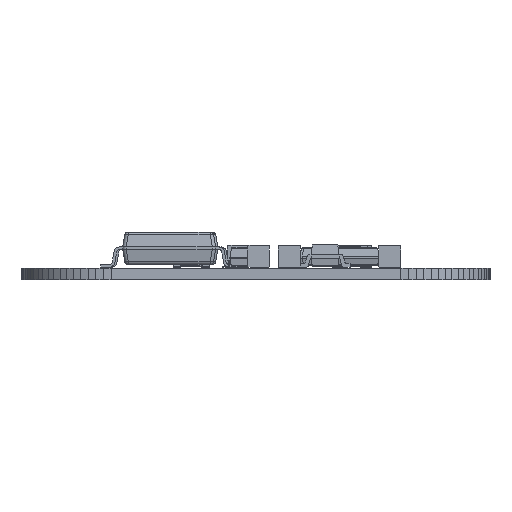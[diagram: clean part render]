
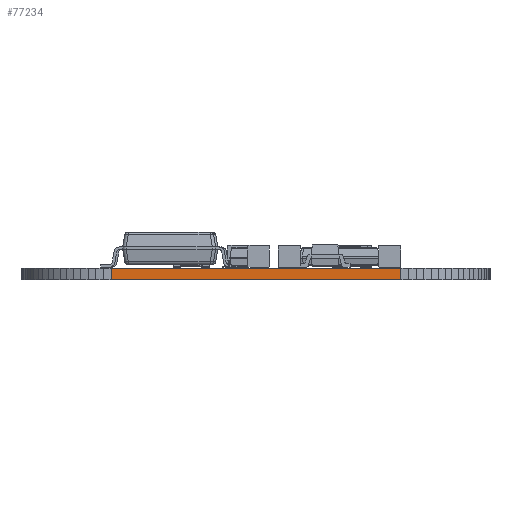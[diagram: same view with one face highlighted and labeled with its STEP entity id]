
A CAD part, front view. The second image highlights one B-rep face of the part: STEP entity #77234.
In plain terms, the highlighted planar face has unit normal (0, -1, 0).
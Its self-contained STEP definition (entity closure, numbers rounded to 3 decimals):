
#68833 = PLANE('',#68834);
#68834 = AXIS2_PLACEMENT_3D('',#68835,#68836,#68837);
#68835 = CARTESIAN_POINT('',(11.43,-24.13,0.68));
#68836 = DIRECTION('',(-0.,-0.,-1.));
#68837 = DIRECTION('',(-1.,0.,0.));
#68887 = PLANE('',#68888);
#68888 = AXIS2_PLACEMENT_3D('',#68889,#68890,#68891);
#68889 = CARTESIAN_POINT('',(11.43,-24.13,0.));
#68890 = DIRECTION('',(-0.,-0.,-1.));
#68891 = DIRECTION('',(-1.,0.,0.));
#69976 = VERTEX_POINT('',#69977);
#69977 = CARTESIAN_POINT('',(19.685,-53.975,0.));
#69991 = PLANE('',#69992);
#69992 = AXIS2_PLACEMENT_3D('',#69993,#69994,#69995);
#69993 = CARTESIAN_POINT('',(20.128,-53.956,0.));
#69994 = DIRECTION('',(0.044,-0.999,0.));
#69995 = DIRECTION('',(-0.999,-0.044,0.));
#70003 = EDGE_CURVE('',#69976,#70004,#70006,.T.);
#70004 = VERTEX_POINT('',#70005);
#70005 = CARTESIAN_POINT('',(3.175,-53.975,0.));
#70006 = SURFACE_CURVE('',#70007,(#70011,#70018),.PCURVE_S1.);
#70007 = LINE('',#70008,#70009);
#70008 = CARTESIAN_POINT('',(19.685,-53.975,0.));
#70009 = VECTOR('',#70010,1.);
#70010 = DIRECTION('',(-1.,0.,0.));
#70011 = PCURVE('',#68887,#70012);
#70012 = DEFINITIONAL_REPRESENTATION('',(#70013),#70017);
#70013 = LINE('',#70014,#70015);
#70014 = CARTESIAN_POINT('',(-8.255,-29.845));
#70015 = VECTOR('',#70016,1.);
#70016 = DIRECTION('',(1.,0.));
#70017 = ( GEOMETRIC_REPRESENTATION_CONTEXT(2) 
PARAMETRIC_REPRESENTATION_CONTEXT() REPRESENTATION_CONTEXT('2D SPACE',''
  ) );
#70018 = PCURVE('',#70019,#70024);
#70019 = PLANE('',#70020);
#70020 = AXIS2_PLACEMENT_3D('',#70021,#70022,#70023);
#70021 = CARTESIAN_POINT('',(19.685,-53.975,0.));
#70022 = DIRECTION('',(0.,-1.,0.));
#70023 = DIRECTION('',(-1.,0.,0.));
#70024 = DEFINITIONAL_REPRESENTATION('',(#70025),#70029);
#70025 = LINE('',#70026,#70027);
#70026 = CARTESIAN_POINT('',(0.,-0.));
#70027 = VECTOR('',#70028,1.);
#70028 = DIRECTION('',(1.,0.));
#70029 = ( GEOMETRIC_REPRESENTATION_CONTEXT(2) 
PARAMETRIC_REPRESENTATION_CONTEXT() REPRESENTATION_CONTEXT('2D SPACE',''
  ) );
#70047 = PLANE('',#70048);
#70048 = AXIS2_PLACEMENT_3D('',#70049,#70050,#70051);
#70049 = CARTESIAN_POINT('',(3.175,-53.975,0.));
#70050 = DIRECTION('',(-0.044,-0.999,0.));
#70051 = DIRECTION('',(-0.999,0.044,0.));
#73254 = VERTEX_POINT('',#73255);
#73255 = CARTESIAN_POINT('',(19.685,-53.975,0.68));
#73276 = EDGE_CURVE('',#73254,#73277,#73279,.T.);
#73277 = VERTEX_POINT('',#73278);
#73278 = CARTESIAN_POINT('',(3.175,-53.975,0.68));
#73279 = SURFACE_CURVE('',#73280,(#73284,#73291),.PCURVE_S1.);
#73280 = LINE('',#73281,#73282);
#73281 = CARTESIAN_POINT('',(19.685,-53.975,0.68));
#73282 = VECTOR('',#73283,1.);
#73283 = DIRECTION('',(-1.,0.,0.));
#73284 = PCURVE('',#68833,#73285);
#73285 = DEFINITIONAL_REPRESENTATION('',(#73286),#73290);
#73286 = LINE('',#73287,#73288);
#73287 = CARTESIAN_POINT('',(-8.255,-29.845));
#73288 = VECTOR('',#73289,1.);
#73289 = DIRECTION('',(1.,0.));
#73290 = ( GEOMETRIC_REPRESENTATION_CONTEXT(2) 
PARAMETRIC_REPRESENTATION_CONTEXT() REPRESENTATION_CONTEXT('2D SPACE',''
  ) );
#73291 = PCURVE('',#70019,#73292);
#73292 = DEFINITIONAL_REPRESENTATION('',(#73293),#73297);
#73293 = LINE('',#73294,#73295);
#73294 = CARTESIAN_POINT('',(0.,-0.68));
#73295 = VECTOR('',#73296,1.);
#73296 = DIRECTION('',(1.,0.));
#73297 = ( GEOMETRIC_REPRESENTATION_CONTEXT(2) 
PARAMETRIC_REPRESENTATION_CONTEXT() REPRESENTATION_CONTEXT('2D SPACE',''
  ) );
#77186 = EDGE_CURVE('',#69976,#73254,#77187,.T.);
#77187 = SURFACE_CURVE('',#77188,(#77192,#77199),.PCURVE_S1.);
#77188 = LINE('',#77189,#77190);
#77189 = CARTESIAN_POINT('',(19.685,-53.975,0.));
#77190 = VECTOR('',#77191,1.);
#77191 = DIRECTION('',(0.,0.,1.));
#77192 = PCURVE('',#69991,#77193);
#77193 = DEFINITIONAL_REPRESENTATION('',(#77194),#77198);
#77194 = LINE('',#77195,#77196);
#77195 = CARTESIAN_POINT('',(0.443,0.));
#77196 = VECTOR('',#77197,1.);
#77197 = DIRECTION('',(0.,-1.));
#77198 = ( GEOMETRIC_REPRESENTATION_CONTEXT(2) 
PARAMETRIC_REPRESENTATION_CONTEXT() REPRESENTATION_CONTEXT('2D SPACE',''
  ) );
#77199 = PCURVE('',#70019,#77200);
#77200 = DEFINITIONAL_REPRESENTATION('',(#77201),#77205);
#77201 = LINE('',#77202,#77203);
#77202 = CARTESIAN_POINT('',(0.,-0.));
#77203 = VECTOR('',#77204,1.);
#77204 = DIRECTION('',(0.,-1.));
#77205 = ( GEOMETRIC_REPRESENTATION_CONTEXT(2) 
PARAMETRIC_REPRESENTATION_CONTEXT() REPRESENTATION_CONTEXT('2D SPACE',''
  ) );
#77234 = ADVANCED_FACE('',(#77235),#70019,.T.);
#77235 = FACE_BOUND('',#77236,.T.);
#77236 = EDGE_LOOP('',(#77237,#77238,#77239,#77260));
#77237 = ORIENTED_EDGE('',*,*,#77186,.T.);
#77238 = ORIENTED_EDGE('',*,*,#73276,.T.);
#77239 = ORIENTED_EDGE('',*,*,#77240,.F.);
#77240 = EDGE_CURVE('',#70004,#73277,#77241,.T.);
#77241 = SURFACE_CURVE('',#77242,(#77246,#77253),.PCURVE_S1.);
#77242 = LINE('',#77243,#77244);
#77243 = CARTESIAN_POINT('',(3.175,-53.975,0.));
#77244 = VECTOR('',#77245,1.);
#77245 = DIRECTION('',(0.,0.,1.));
#77246 = PCURVE('',#70019,#77247);
#77247 = DEFINITIONAL_REPRESENTATION('',(#77248),#77252);
#77248 = LINE('',#77249,#77250);
#77249 = CARTESIAN_POINT('',(16.51,0.));
#77250 = VECTOR('',#77251,1.);
#77251 = DIRECTION('',(0.,-1.));
#77252 = ( GEOMETRIC_REPRESENTATION_CONTEXT(2) 
PARAMETRIC_REPRESENTATION_CONTEXT() REPRESENTATION_CONTEXT('2D SPACE',''
  ) );
#77253 = PCURVE('',#70047,#77254);
#77254 = DEFINITIONAL_REPRESENTATION('',(#77255),#77259);
#77255 = LINE('',#77256,#77257);
#77256 = CARTESIAN_POINT('',(0.,0.));
#77257 = VECTOR('',#77258,1.);
#77258 = DIRECTION('',(0.,-1.));
#77259 = ( GEOMETRIC_REPRESENTATION_CONTEXT(2) 
PARAMETRIC_REPRESENTATION_CONTEXT() REPRESENTATION_CONTEXT('2D SPACE',''
  ) );
#77260 = ORIENTED_EDGE('',*,*,#70003,.F.);
